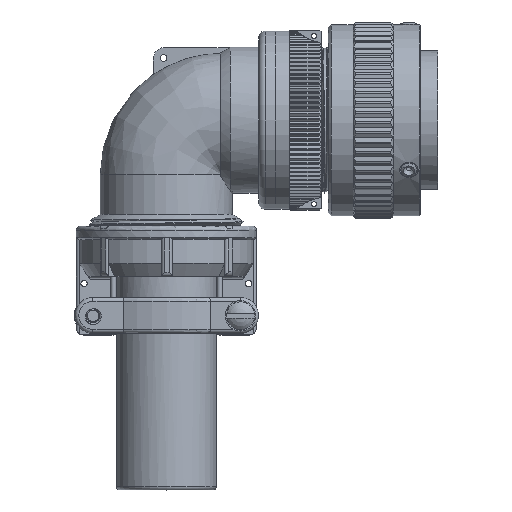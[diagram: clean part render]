
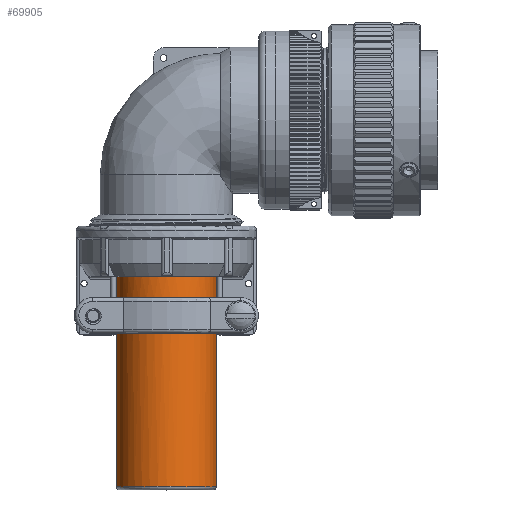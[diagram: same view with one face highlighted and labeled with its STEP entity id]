
A CAD part, top view. The second image highlights one B-rep face of the part: STEP entity #69905.
In plain terms, the highlighted cylindrical face has radius 11.8 mm (diameter 23.6 mm), a partial arc.
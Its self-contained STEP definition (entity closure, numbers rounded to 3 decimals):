
#9669=CARTESIAN_POINT('',(0.,-36.71,0.));
#9670=DIRECTION('',(0.,1.,0.));
#9671=DIRECTION('',(-1.,0.,0.007));
#9672=AXIS2_PLACEMENT_3D('',#9669,#9670,#9671);
#9930=DIRECTION('',(0.,1.,0.));
#9931=VECTOR('',#9930,50.011);
#9932=CARTESIAN_POINT('',(-11.8,-86.721,
0.085));
#9933=LINE('4330',#9932,#9931);
#9934=DIRECTION('',(0.,1.,0.));
#9935=VECTOR('',#9934,50.011);
#9936=CARTESIAN_POINT('',(11.8,-86.721,
-0.085));
#9937=LINE('4332',#9936,#9935);
#9938=CARTESIAN_POINT('',(0.,-86.721,0.));
#9939=DIRECTION('',(0.,1.,0.));
#9940=DIRECTION('',(-1.,0.,0.007));
#9941=AXIS2_PLACEMENT_3D('',#9938,#9939,#9940);
#9943=DIRECTION('',(0.,-1.,0.));
#9944=VECTOR('',#9943,1.773);
#9945=CARTESIAN_POINT('',(10.43,-48.05,5.519));
#9946=LINE('4444',#9945,#9944);
#9947=CARTESIAN_POINT('',(0.,-48.05,0.));
#9948=DIRECTION('',(0.,-1.,0.));
#9949=DIRECTION('',(0.884,0.,0.468));
#9950=AXIS2_PLACEMENT_3D('',#9947,#9948,#9949);
#9952=DIRECTION('',(0.,-1.,0.));
#9953=VECTOR('',#9952,1.773);
#9954=CARTESIAN_POINT('',(-10.349,-48.05,5.669));
#9955=LINE('4446',#9954,#9953);
#9956=CARTESIAN_POINT('',(0.,-49.823,0.));
#9957=DIRECTION('',(0.,-1.,0.));
#9958=DIRECTION('',(0.884,0.,0.468));
#9959=AXIS2_PLACEMENT_3D('',#9956,#9957,#9958);
#9961=DIRECTION('',(0.,-1.,0.));
#9962=VECTOR('',#9961,1.953);
#9963=CARTESIAN_POINT('',(10.43,-42.637,5.519));
#9964=LINE('4445',#9963,#9962);
#9965=CARTESIAN_POINT('',(0.,-42.637,0.));
#9966=DIRECTION('',(0.,-1.,0.));
#9967=DIRECTION('',(0.884,0.,0.468));
#9968=AXIS2_PLACEMENT_3D('',#9965,#9966,#9967);
#9970=DIRECTION('',(0.,-1.,0.));
#9971=VECTOR('',#9970,1.953);
#9972=CARTESIAN_POINT('',(-10.349,-42.637,
5.669));
#9973=LINE('4447',#9972,#9971);
#9974=CARTESIAN_POINT('',(0.,-44.59,0.));
#9975=DIRECTION('',(0.,-1.,0.));
#9976=DIRECTION('',(0.884,0.,0.468));
#9977=AXIS2_PLACEMENT_3D('',#9974,#9975,#9976);
#54277=CARTESIAN_POINT('',(-11.8,-86.721,
0.085));
#54278=CARTESIAN_POINT('',(-11.8,-36.71,0.085));
#54279=VERTEX_POINT('',#54277);
#54280=VERTEX_POINT('',#54278);
#54285=CARTESIAN_POINT('',(11.8,-86.721,
-0.085));
#54286=CARTESIAN_POINT('',(11.8,-36.71,-0.085));
#54287=VERTEX_POINT('',#54285);
#54288=VERTEX_POINT('',#54286);
#54411=CARTESIAN_POINT('',(10.43,-48.05,5.519));
#54412=CARTESIAN_POINT('',(10.43,-49.823,
5.519));
#54413=VERTEX_POINT('',#54411);
#54414=VERTEX_POINT('',#54412);
#54415=CARTESIAN_POINT('',(10.43,-42.637,
5.519));
#54416=CARTESIAN_POINT('',(10.43,-44.59,5.519));
#54417=VERTEX_POINT('',#54415);
#54418=VERTEX_POINT('',#54416);
#54419=CARTESIAN_POINT('',(-10.349,-48.05,5.669));
#54420=CARTESIAN_POINT('',(-10.349,-49.823,
5.669));
#54421=VERTEX_POINT('',#54419);
#54422=VERTEX_POINT('',#54420);
#54423=CARTESIAN_POINT('',(-10.349,-42.637,
5.669));
#54424=CARTESIAN_POINT('',(-10.349,-44.59,5.669));
#54425=VERTEX_POINT('',#54423);
#54426=VERTEX_POINT('',#54424);
#69873=CARTESIAN_POINT('',(0.,-30.81,0.));
#69874=DIRECTION('',(0.,-1.,0.));
#69875=DIRECTION('',(1.,0.,-0.007));
#69876=AXIS2_PLACEMENT_3D('',#69873,#69874,#69875);
#69877=CYLINDRICAL_SURFACE('765',#69876,11.8);
#69878=ORIENTED_EDGE('4330',*,*,#69836,.T.);
#69879=ORIENTED_EDGE('4338',*,*,#69777,.T.);
#69880=ORIENTED_EDGE('4332',*,*,#69840,.F.);
#69882=ORIENTED_EDGE('4344',*,*,#69881,.F.);
#69883=EDGE_LOOP('765',(#69878,#69879,#69880,#69882));
#69884=FACE_OUTER_BOUND('765',#69883,.F.);
#69886=ORIENTED_EDGE('4444',*,*,#69885,.F.);
#69888=ORIENTED_EDGE('4450',*,*,#69887,.T.);
#69890=ORIENTED_EDGE('4446',*,*,#69889,.T.);
#69892=ORIENTED_EDGE('4448',*,*,#69891,.F.);
#69893=EDGE_LOOP('765',(#69886,#69888,#69890,#69892));
#69894=FACE_BOUND('765',#69893,.F.);
#69896=ORIENTED_EDGE('4445',*,*,#69895,.F.);
#69898=ORIENTED_EDGE('4449',*,*,#69897,.T.);
#69900=ORIENTED_EDGE('4447',*,*,#69899,.T.);
#69902=ORIENTED_EDGE('4451',*,*,#69901,.F.);
#69903=EDGE_LOOP('765',(#69896,#69898,#69900,#69902));
#69904=FACE_BOUND('765',#69903,.F.);
#9673=CIRCLE('4338',#9672,11.8);
#9942=CIRCLE('4344',#9941,11.8);
#9951=CIRCLE('4450',#9950,11.8);
#9960=CIRCLE('4448',#9959,11.8);
#9969=CIRCLE('4449',#9968,11.8);
#9978=CIRCLE('4451',#9977,11.8);
#69777=EDGE_CURVE('4338',#54280,#54288,#9673,.T.);
#69836=EDGE_CURVE('4330',#54279,#54280,#9933,.T.);
#69840=EDGE_CURVE('4332',#54287,#54288,#9937,.T.);
#69881=EDGE_CURVE('4344',#54279,#54287,#9942,.T.);
#69885=EDGE_CURVE('4444',#54413,#54414,#9946,.T.);
#69887=EDGE_CURVE('4450',#54413,#54421,#9951,.T.);
#69889=EDGE_CURVE('4446',#54421,#54422,#9955,.T.);
#69891=EDGE_CURVE('4448',#54414,#54422,#9960,.T.);
#69895=EDGE_CURVE('4445',#54417,#54418,#9964,.T.);
#69897=EDGE_CURVE('4449',#54417,#54425,#9969,.T.);
#69899=EDGE_CURVE('4447',#54425,#54426,#9973,.T.);
#69901=EDGE_CURVE('4451',#54418,#54426,#9978,.T.);
#69905=ADVANCED_FACE('765',(#69884,#69894,#69904),#69877,.T.);
